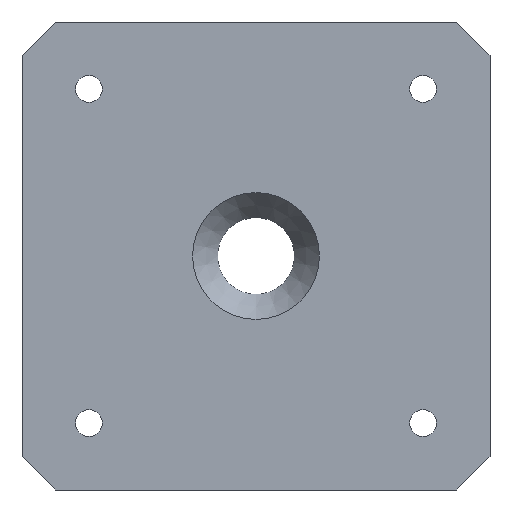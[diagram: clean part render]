
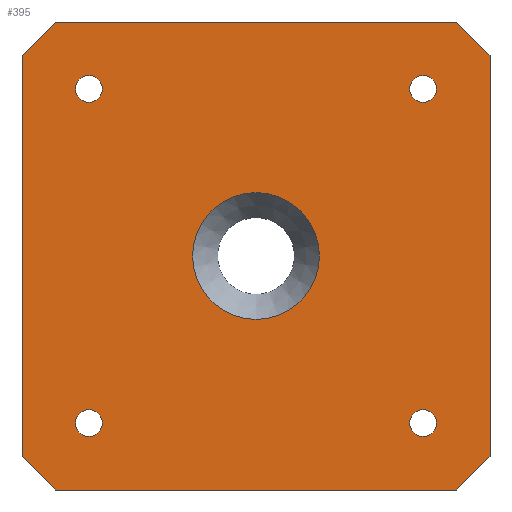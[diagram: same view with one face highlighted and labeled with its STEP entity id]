
A CAD part, front view. The second image highlights one B-rep face of the part: STEP entity #395.
In plain terms, the highlighted planar face has unit normal (0, -1, 0).
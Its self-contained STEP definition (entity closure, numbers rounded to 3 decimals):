
#26=FACE_BOUND('',#87,.T.);
#27=FACE_BOUND('',#88,.T.);
#28=FACE_BOUND('',#89,.T.);
#29=FACE_BOUND('',#90,.T.);
#30=FACE_BOUND('',#91,.T.);
#40=PLANE('',#443);
#59=FACE_OUTER_BOUND('',#86,.T.);
#86=EDGE_LOOP('',(#307,#308,#309,#310,#311,#312,#313,#314));
#87=EDGE_LOOP('',(#315));
#88=EDGE_LOOP('',(#316));
#89=EDGE_LOOP('',(#317));
#90=EDGE_LOOP('',(#318));
#91=EDGE_LOOP('',(#319));
#121=LINE('',#620,#154);
#124=LINE('',#626,#157);
#127=LINE('',#632,#160);
#130=LINE('',#638,#163);
#132=LINE('',#642,#165);
#133=LINE('',#644,#166);
#134=LINE('',#646,#167);
#135=LINE('',#647,#168);
#154=VECTOR('',#494,10.);
#157=VECTOR('',#499,10.);
#160=VECTOR('',#504,10.);
#163=VECTOR('',#509,10.);
#165=VECTOR('',#513,10.);
#166=VECTOR('',#514,10.);
#167=VECTOR('',#515,10.);
#168=VECTOR('',#516,10.);
#184=CIRCLE('',#437,7.585);
#186=CIRCLE('',#444,1.6);
#187=CIRCLE('',#445,1.6);
#188=CIRCLE('',#446,1.6);
#189=CIRCLE('',#447,1.6);
#202=VERTEX_POINT('',#608);
#206=VERTEX_POINT('',#617);
#207=VERTEX_POINT('',#619);
#209=VERTEX_POINT('',#625);
#211=VERTEX_POINT('',#631);
#213=VERTEX_POINT('',#637);
#214=VERTEX_POINT('',#641);
#215=VERTEX_POINT('',#643);
#216=VERTEX_POINT('',#645);
#217=VERTEX_POINT('',#648);
#218=VERTEX_POINT('',#650);
#219=VERTEX_POINT('',#652);
#220=VERTEX_POINT('',#654);
#236=EDGE_CURVE('',#202,#202,#184,.F.);
#241=EDGE_CURVE('',#206,#207,#121,.T.);
#244=EDGE_CURVE('',#207,#209,#124,.T.);
#247=EDGE_CURVE('',#209,#211,#127,.T.);
#250=EDGE_CURVE('',#211,#213,#130,.T.);
#252=EDGE_CURVE('',#214,#206,#132,.T.);
#253=EDGE_CURVE('',#215,#214,#133,.T.);
#254=EDGE_CURVE('',#216,#215,#134,.T.);
#255=EDGE_CURVE('',#213,#216,#135,.T.);
#256=EDGE_CURVE('',#217,#217,#186,.T.);
#257=EDGE_CURVE('',#218,#218,#187,.T.);
#258=EDGE_CURVE('',#219,#219,#188,.T.);
#259=EDGE_CURVE('',#220,#220,#189,.T.);
#307=ORIENTED_EDGE('',*,*,#247,.F.);
#308=ORIENTED_EDGE('',*,*,#244,.F.);
#309=ORIENTED_EDGE('',*,*,#241,.F.);
#310=ORIENTED_EDGE('',*,*,#252,.F.);
#311=ORIENTED_EDGE('',*,*,#253,.F.);
#312=ORIENTED_EDGE('',*,*,#254,.F.);
#313=ORIENTED_EDGE('',*,*,#255,.F.);
#314=ORIENTED_EDGE('',*,*,#250,.F.);
#315=ORIENTED_EDGE('',*,*,#236,.T.);
#316=ORIENTED_EDGE('',*,*,#256,.F.);
#317=ORIENTED_EDGE('',*,*,#257,.F.);
#318=ORIENTED_EDGE('',*,*,#258,.F.);
#319=ORIENTED_EDGE('',*,*,#259,.F.);
#395=ADVANCED_FACE('',(#59,#26,#27,#28,#29,#30),#40,.F.);
#437=AXIS2_PLACEMENT_3D('',#609,#485,#486);
#443=AXIS2_PLACEMENT_3D('',#640,#511,#512);
#444=AXIS2_PLACEMENT_3D('',#649,#517,#518);
#445=AXIS2_PLACEMENT_3D('',#651,#519,#520);
#446=AXIS2_PLACEMENT_3D('',#653,#521,#522);
#447=AXIS2_PLACEMENT_3D('',#655,#523,#524);
#485=DIRECTION('center_axis',(0.,-1.,0.));
#486=DIRECTION('ref_axis',(0.,0.,1.));
#494=DIRECTION('',(0.707,0.,0.707));
#499=DIRECTION('',(1.,0.,0.));
#504=DIRECTION('',(0.707,0.,-0.707));
#509=DIRECTION('',(0.,0.,-1.));
#511=DIRECTION('center_axis',(0.,1.,0.));
#512=DIRECTION('ref_axis',(0.,0.,1.));
#513=DIRECTION('',(0.,0.,1.));
#514=DIRECTION('',(-0.707,0.,0.707));
#515=DIRECTION('',(-1.,0.,0.));
#516=DIRECTION('',(-0.707,0.,-0.707));
#517=DIRECTION('center_axis',(0.,-1.,0.));
#518=DIRECTION('ref_axis',(1.,0.,0.));
#519=DIRECTION('center_axis',(0.,-1.,0.));
#520=DIRECTION('ref_axis',(1.,0.,0.));
#521=DIRECTION('center_axis',(0.,-1.,0.));
#522=DIRECTION('ref_axis',(1.,0.,0.));
#523=DIRECTION('center_axis',(0.,-1.,0.));
#524=DIRECTION('ref_axis',(1.,0.,0.));
#608=CARTESIAN_POINT('',(0.,0.,-7.585));
#609=CARTESIAN_POINT('Origin',(0.,0.,0.));
#617=CARTESIAN_POINT('',(-28.,0.,24.));
#619=CARTESIAN_POINT('',(-24.,0.,28.));
#620=CARTESIAN_POINT('',(-26.,0.,26.));
#625=CARTESIAN_POINT('',(24.,0.,28.));
#626=CARTESIAN_POINT('',(-28.,0.,28.));
#631=CARTESIAN_POINT('',(28.,0.,24.));
#632=CARTESIAN_POINT('',(26.,0.,26.));
#637=CARTESIAN_POINT('',(28.,0.,-24.));
#638=CARTESIAN_POINT('',(28.,0.,28.));
#640=CARTESIAN_POINT('Origin',(0.,0.,0.));
#641=CARTESIAN_POINT('',(-28.,0.,-24.));
#642=CARTESIAN_POINT('',(-28.,0.,-28.));
#643=CARTESIAN_POINT('',(-24.,0.,-28.));
#644=CARTESIAN_POINT('',(-26.,0.,-26.));
#645=CARTESIAN_POINT('',(24.,0.,-28.));
#646=CARTESIAN_POINT('',(28.,0.,-28.));
#647=CARTESIAN_POINT('',(26.,0.,-26.));
#648=CARTESIAN_POINT('',(18.4,0.,-20.));
#649=CARTESIAN_POINT('Origin',(20.,0.,-20.));
#650=CARTESIAN_POINT('',(18.4,0.,20.));
#651=CARTESIAN_POINT('Origin',(20.,0.,20.));
#652=CARTESIAN_POINT('',(-21.6,0.,-20.));
#653=CARTESIAN_POINT('Origin',(-20.,0.,-20.));
#654=CARTESIAN_POINT('',(-21.6,0.,20.));
#655=CARTESIAN_POINT('Origin',(-20.,0.,20.));
